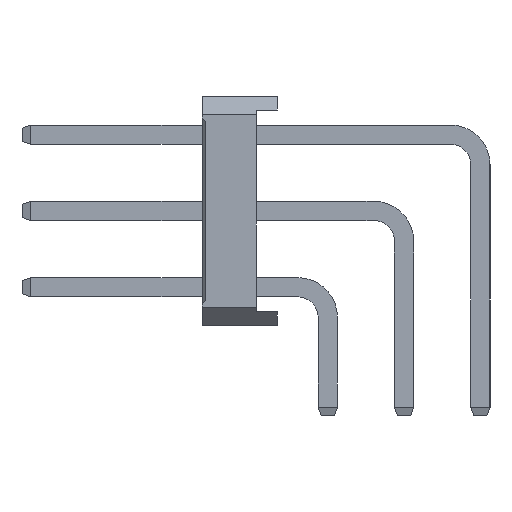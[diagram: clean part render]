
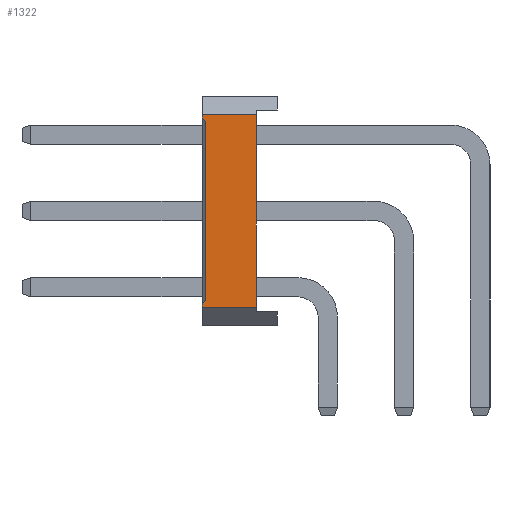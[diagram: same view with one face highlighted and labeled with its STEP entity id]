
A CAD part, left-side view. The second image highlights one B-rep face of the part: STEP entity #1322.
In plain terms, the highlighted planar face has unit normal (-1, 0, 0).
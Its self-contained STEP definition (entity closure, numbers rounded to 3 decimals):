
#1322=ADVANCED_FACE('',(#14475),#14477,.T.);
#14475=FACE_BOUND('',#14476,.T.);
#14476=EDGE_LOOP('',(#25167,#25168,#25169,#25170,#25171,#25172,#25173,#25174));
#14477=PLANE('',#14478);
#14478=AXIS2_PLACEMENT_3D('',#14479,#14480,#14481);
#14479=CARTESIAN_POINT('',(-1.27,1.68,0.6));
#14480=DIRECTION('',(-1.,0.,0.));
#14481=DIRECTION('',(0.,0.,1.));
#25167=ORIENTED_EDGE('',*,*,#32052,.F.);
#25168=ORIENTED_EDGE('',*,*,#32053,.T.);
#25169=ORIENTED_EDGE('',*,*,#32054,.F.);
#25170=ORIENTED_EDGE('',*,*,#31289,.F.);
#25171=ORIENTED_EDGE('',*,*,#32055,.F.);
#25172=ORIENTED_EDGE('',*,*,#30910,.T.);
#25173=ORIENTED_EDGE('',*,*,#32051,.T.);
#25174=ORIENTED_EDGE('',*,*,#31293,.F.);
#30910=EDGE_CURVE('',#34496,#34494,#34497,.T.);
#31289=EDGE_CURVE('',#35252,#35254,#35255,.T.);
#31293=EDGE_CURVE('',#35260,#35262,#35263,.T.);
#32051=EDGE_CURVE('',#34494,#35262,#36637,.T.);
#32052=EDGE_CURVE('',#36638,#35260,#36639,.F.);
#32053=EDGE_CURVE('',#36638,#36640,#36641,.T.);
#32054=EDGE_CURVE('',#35254,#36640,#36642,.F.);
#32055=EDGE_CURVE('',#34496,#35252,#36643,.T.);
#34494=VERTEX_POINT('',#40324);
#34496=VERTEX_POINT('',#40328);
#34497=LINE('',#40329,#40330);
#35252=VERTEX_POINT('',#41840);
#35254=VERTEX_POINT('',#41844);
#35255=LINE('',#41845,#41846);
#35260=VERTEX_POINT('',#41856);
#35262=VERTEX_POINT('',#41860);
#35263=LINE('',#41861,#41862);
#36637=LINE('',#44819,#44820);
#36638=VERTEX_POINT('',#44822);
#36639=LINE('',#44823,#44824);
#36640=VERTEX_POINT('',#44826);
#36641=LINE('',#44827,#44828);
#36642=LINE('',#44830,#44831);
#36643=LINE('',#44833,#44834);
#40324=CARTESIAN_POINT('',(-1.27,2.38,7.02));
#40328=CARTESIAN_POINT('',(-1.27,2.38,0.6));
#40329=CARTESIAN_POINT('',(-1.27,2.38,0.6));
#40330=VECTOR('',#40331,1.);
#40331=DIRECTION('',(0.,0.,1.));
#41840=CARTESIAN_POINT('',(-1.27,4.18,0.6));
#41844=CARTESIAN_POINT('',(-1.27,4.18,0.72));
#41845=CARTESIAN_POINT('',(-1.27,4.18,0.6));
#41846=VECTOR('',#41847,1.);
#41847=DIRECTION('',(0.,0.,1.));
#41856=CARTESIAN_POINT('',(-1.27,4.18,6.9));
#41860=CARTESIAN_POINT('',(-1.27,4.18,7.02));
#41861=CARTESIAN_POINT('',(-1.27,4.18,6.9));
#41862=VECTOR('',#41863,1.);
#41863=DIRECTION('',(0.,0.,1.));
#44819=CARTESIAN_POINT('',(-1.27,2.38,7.02));
#44820=VECTOR('',#44821,1.);
#44821=DIRECTION('',(0.,1.,0.));
#44822=CARTESIAN_POINT('',(-1.27,4.08,6.8));
#44823=CARTESIAN_POINT('',(-1.27,4.18,6.9));
#44824=VECTOR('',#44825,1.);
#44825=DIRECTION('',(0.,-0.707,-0.707));
#44826=CARTESIAN_POINT('',(-1.27,4.08,0.82));
#44827=CARTESIAN_POINT('',(-1.27,4.08,6.8));
#44828=VECTOR('',#44829,1.);
#44829=DIRECTION('',(0.,0.,-1.));
#44830=CARTESIAN_POINT('',(-1.27,4.08,0.82));
#44831=VECTOR('',#44832,1.);
#44832=DIRECTION('',(0.,0.707,-0.707));
#44833=CARTESIAN_POINT('',(-1.27,2.38,0.6));
#44834=VECTOR('',#44835,1.);
#44835=DIRECTION('',(0.,1.,0.));
